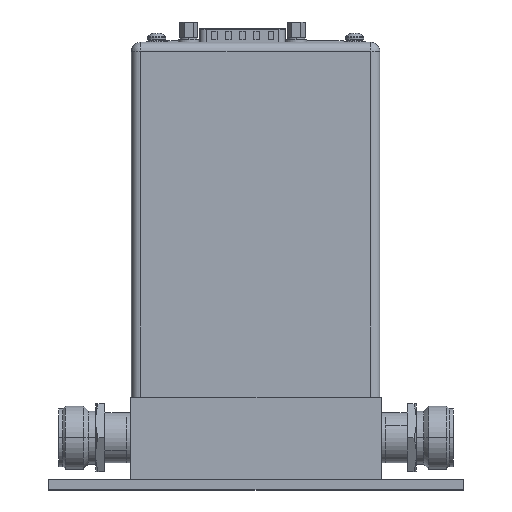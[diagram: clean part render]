
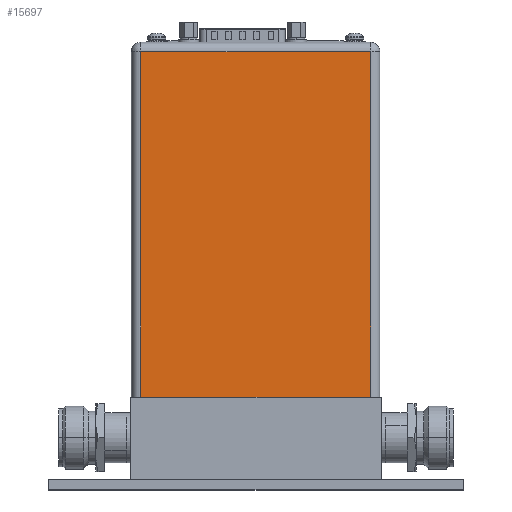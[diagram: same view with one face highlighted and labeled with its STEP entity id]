
A CAD part, top view. The second image highlights one B-rep face of the part: STEP entity #15697.
In plain terms, the highlighted planar face has unit normal (0, 0, 1).
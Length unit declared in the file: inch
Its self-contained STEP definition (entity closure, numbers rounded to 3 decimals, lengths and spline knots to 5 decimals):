
#13086=DIRECTION('',(1.,0.,0.));
#13087=VECTOR('',#13086,2.755);
#13088=CARTESIAN_POINT('',(-1.3775,0.,1.425));
#13089=LINE('',#13088,#13087);
#14292=DIRECTION('',(0.,-1.,0.));
#14293=VECTOR('',#14292,4.14);
#14294=CARTESIAN_POINT('',(1.3775,4.14,1.425));
#14295=LINE('',#14294,#14293);
#14299=DIRECTION('',(0.,-1.,0.));
#14300=VECTOR('',#14299,4.14);
#14301=CARTESIAN_POINT('',(-1.3775,4.14,1.425));
#14302=LINE('',#14301,#14300);
#14306=DIRECTION('',(1.,0.,0.));
#14307=VECTOR('',#14306,2.755);
#14308=CARTESIAN_POINT('',(-1.3775,4.14,1.425));
#14309=LINE('',#14308,#14307);
#14586=CARTESIAN_POINT('',(1.3775,0.,1.425));
#14588=VERTEX_POINT('',#14586);
#14589=CARTESIAN_POINT('',(1.3775,4.14,1.425));
#14590=VERTEX_POINT('',#14589);
#14611=CARTESIAN_POINT('',(-1.3775,0.,1.425));
#14613=VERTEX_POINT('',#14611);
#14615=CARTESIAN_POINT('',(-1.3775,4.14,1.425));
#14616=VERTEX_POINT('',#14615);
#15684=CARTESIAN_POINT('',(-1.4875,0.,1.425));
#15685=DIRECTION('',(0.,0.,1.));
#15686=DIRECTION('',(1.,0.,0.));
#15687=AXIS2_PLACEMENT_3D('',#15684,#15685,#15686);
#15688=PLANE('',#15687);
#15689=ORIENTED_EDGE('',*,*,#15676,.T.);
#15690=ORIENTED_EDGE('',*,*,#14644,.F.);
#15692=ORIENTED_EDGE('',*,*,#15691,.F.);
#15694=ORIENTED_EDGE('',*,*,#15693,.T.);
#15695=EDGE_LOOP('',(#15689,#15690,#15692,#15694));
#15696=FACE_OUTER_BOUND('',#15695,.F.);
#15697=ADVANCED_FACE('',(#15696),#15688,.T.);
#14644=EDGE_CURVE('',#14613,#14588,#13089,.T.);
#15676=EDGE_CURVE('',#14590,#14588,#14295,.T.);
#15691=EDGE_CURVE('',#14616,#14613,#14302,.T.);
#15693=EDGE_CURVE('',#14616,#14590,#14309,.T.);
